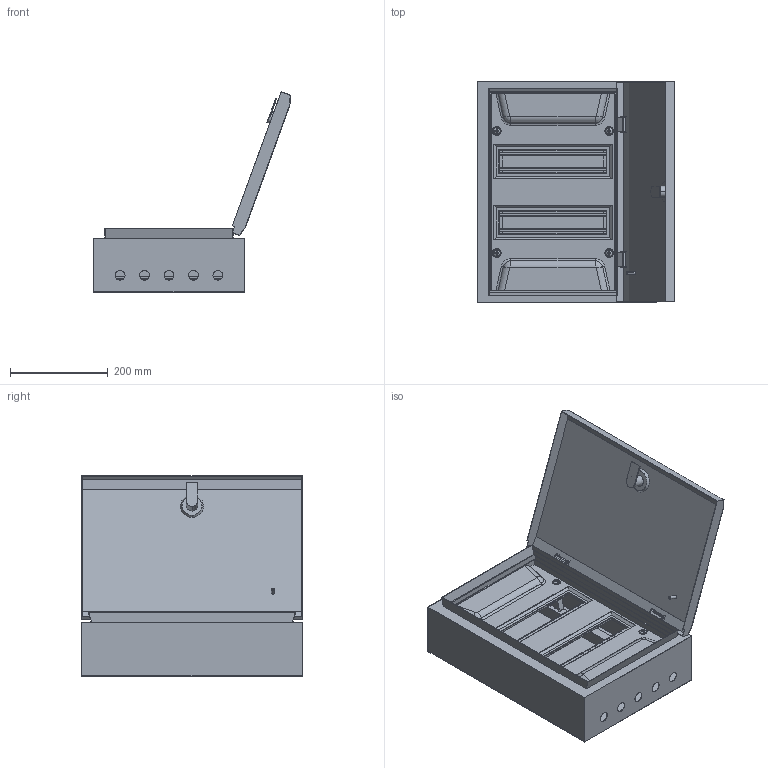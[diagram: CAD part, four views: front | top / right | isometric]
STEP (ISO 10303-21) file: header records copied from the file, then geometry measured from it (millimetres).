
FILE_DESCRIPTION (( 'STEP AP214' ), '1' );
FILE_NAME ('ShRN_24_PRO_IP54.STEP', '2016-09-23T09:43:40', ( 'user' ), ( '' ), 'SwSTEP 2.0', 'SolidWorks 2014', '' );
FILE_SCHEMA (( 'AUTOMOTIVE_DESIGN' ));
Length unit declared in the file: millimetre
Products named in the file (11): Dver_PRO_54_24; Obolochka_SHRN_PRO_54_24; DIN-Reika_12 ｬｮ､罩･ｩ; SC GOST 17473_gost_‚¨­â A.M5x10 ƒŽ‘’ 17473-80; Stoika pan; Klipsa; ShRN_24_PRO_IP54; Support; Panel_24; Stoika Shin_‘â®©ª  ¤«ï è¨­; Panel_ShRN-24
Assembly tree (22 placements, depth 3):
  ShRN_24_PRO_IP54
    Obolochka_SHRN_PRO_54_24
    Dver_PRO_54_24
    DIN-Reika_12 ｬｮ､罩･ｩ  x2
    Panel_24
      Panel_ShRN-24
      Klipsa  x4
      Stoika pan  x4
    SC GOST 17473_gost_‚¨­â A.M5x10 ƒŽ‘’ 17473-80  x4
    Stoika Shin_‘â®©ª  ¤«ï è¨­  x2
    Support  x2
Bounding box: 404.19 x 454 x 410.81 mm (x, y, z)
Volume: 897507 mm3; surface area: 1539797.1 mm2
Topology: 21 solids, 21 shells, 1422 faces, 3616 edges, 2254 vertices
Faces by surface type: plane 756, cylinder 338, bspline 146, torus 84, cone 50, sphere 48
Entity records: 23273 total; most frequent: CARTESIAN_POINT 5195, ORIENTED_EDGE 3674, DIRECTION 3612, EDGE_CURVE 1837, AXIS2_PLACEMENT_3D 1218, VECTOR 1176, LINE 1176, VERTEX_POINT 1175
